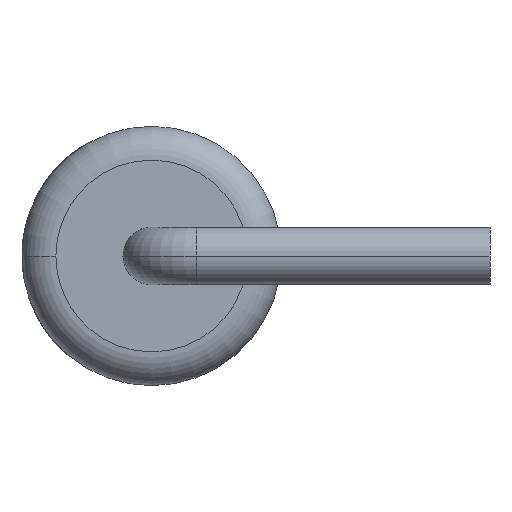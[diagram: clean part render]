
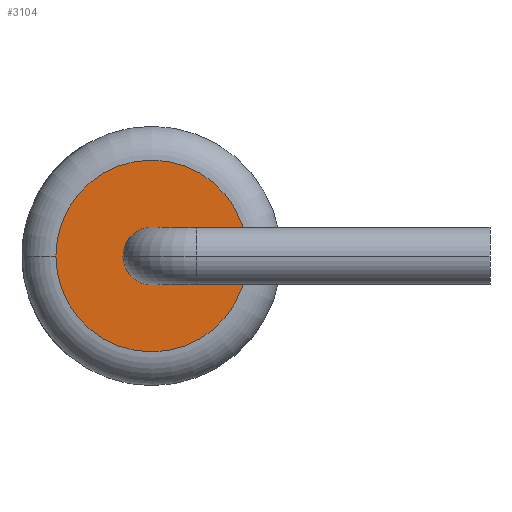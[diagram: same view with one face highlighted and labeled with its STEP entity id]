
A CAD part, left-side view. The second image highlights one B-rep face of the part: STEP entity #3104.
In plain terms, the highlighted planar face has unit normal (-1, 0, 0).
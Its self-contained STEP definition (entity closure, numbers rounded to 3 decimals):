
#67 = EDGE_CURVE ( 'NONE', #431, #377, #449, .T. ) ;
#69 = EDGE_CURVE ( 'NONE', #415, #378, #454, .T. ) ;
#377 = VERTEX_POINT ( 'NONE', #1317 ) ;
#378 = VERTEX_POINT ( 'NONE', #1318 ) ;
#415 = VERTEX_POINT ( 'NONE', #1564 ) ;
#431 = VERTEX_POINT ( 'NONE', #1580 ) ;
#449 = CIRCLE ( 'NONE', #747, 0.51 ) ;
#454 = CIRCLE ( 'NONE', #749, 1.7 ) ;
#654 = EDGE_CURVE ( 'NONE', #378, #415, #1429, .T. ) ;
#717 = EDGE_CURVE ( 'NONE', #377, #431, #1491, .T. ) ;
#747 = AXIS2_PLACEMENT_3D ( 'NONE', #844, #845, #846 ) ;
#749 = AXIS2_PLACEMENT_3D ( 'NONE', #852, #853, #854 ) ;
#799 = AXIS2_PLACEMENT_3D ( 'NONE', #1731, #1732, #1733 ) ;
#844 = CARTESIAN_POINT ( 'NONE',  ( 1.956, 5., 0. ) ) ;
#845 = DIRECTION ( 'NONE',  ( 1., 0., 0. ) ) ;
#846 = DIRECTION ( 'NONE',  ( 0., 0., 1. ) ) ;
#852 = CARTESIAN_POINT ( 'NONE',  ( 1.956, 5., 0. ) ) ;
#853 = DIRECTION ( 'NONE',  ( -1., 0., 0. ) ) ;
#854 = DIRECTION ( 'NONE',  ( 0., 1., 0. ) ) ;
#1317 = CARTESIAN_POINT ( 'NONE',  ( 1.956, 5., -0.51 ) ) ;
#1318 = CARTESIAN_POINT ( 'NONE',  ( 1.956, 3.3, 0. ) ) ;
#1429 = CIRCLE ( 'NONE', #799, 1.7 ) ;
#1491 = CIRCLE ( 'NONE', #2029, 0.51 ) ;
#1564 = CARTESIAN_POINT ( 'NONE',  ( 1.956, 6.7, 0. ) ) ;
#1580 = CARTESIAN_POINT ( 'NONE',  ( 1.956, 5., 0.51 ) ) ;
#1731 = CARTESIAN_POINT ( 'NONE',  ( 1.956, 5., 0. ) ) ;
#1732 = DIRECTION ( 'NONE',  ( -1., 0., 0. ) ) ;
#1733 = DIRECTION ( 'NONE',  ( 0., 1., 0. ) ) ;
#1976 = CARTESIAN_POINT ( 'NONE',  ( 1.956, 5., 0. ) ) ;
#1977 = DIRECTION ( 'NONE',  ( 1., 0., 0. ) ) ;
#1978 = DIRECTION ( 'NONE',  ( 0., 0., 1. ) ) ;
#2029 = AXIS2_PLACEMENT_3D ( 'NONE', #1976, #1977, #1978 ) ;
#2229 = AXIS2_PLACEMENT_3D ( 'NONE', #2868, #2869, #2870 ) ;
#2704 = FACE_OUTER_BOUND ( 'NONE', #3457, .T. ) ;
#2708 = FACE_BOUND ( 'NONE', #3411, .T. ) ;
#2861 = PLANE ( 'NONE',  #2229 ) ;
#2868 = CARTESIAN_POINT ( 'NONE',  ( 1.956, 5., 0. ) ) ;
#2869 = DIRECTION ( 'NONE',  ( 1., 0., 0. ) ) ;
#2870 = DIRECTION ( 'NONE',  ( 0., 1., 0. ) ) ;
#3104 = ADVANCED_FACE ( 'NONE', ( #2704, #2708 ), #2861, .F. ) ;
#3160 = ORIENTED_EDGE ( 'NONE', *, *, #69, .T. ) ;
#3161 = ORIENTED_EDGE ( 'NONE', *, *, #654, .T. ) ;
#3162 = ORIENTED_EDGE ( 'NONE', *, *, #717, .T. ) ;
#3163 = ORIENTED_EDGE ( 'NONE', *, *, #67, .T. ) ;
#3411 = EDGE_LOOP ( 'NONE', ( #3162, #3163 ) ) ;
#3457 = EDGE_LOOP ( 'NONE', ( #3160, #3161 ) ) ;
